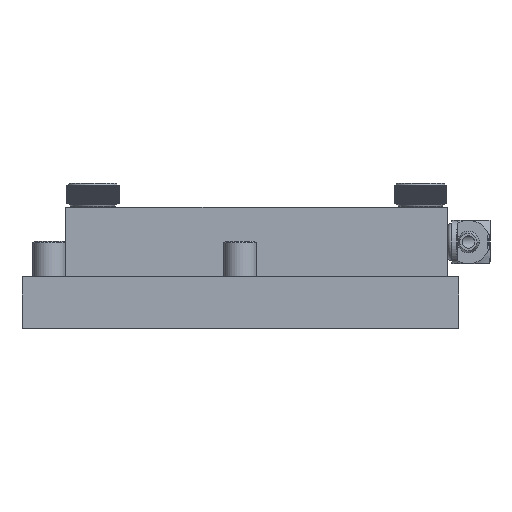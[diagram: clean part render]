
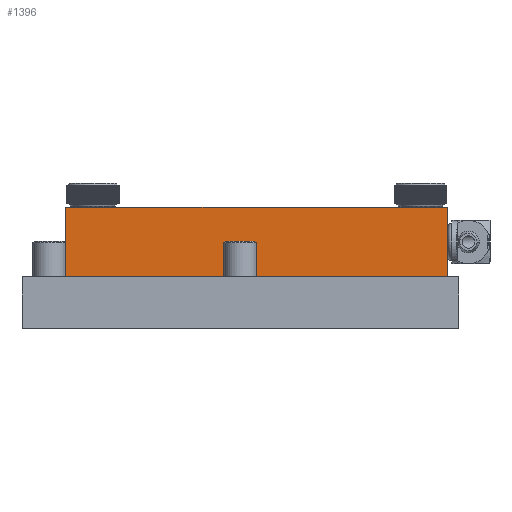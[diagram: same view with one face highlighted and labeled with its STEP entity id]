
A CAD part, left-side view. The second image highlights one B-rep face of the part: STEP entity #1396.
In plain terms, the highlighted planar face has unit normal (-1, 0, 0).
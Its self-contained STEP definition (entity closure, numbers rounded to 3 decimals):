
#830=FACE_OUTER_BOUND('',#4359,.T.);
#1396=ADVANCED_FACE('',(#830),#2021,.F.);
#2021=PLANE('',#11850);
#2283=LINE('',#16254,#3238);
#2303=LINE('',#16327,#3258);
#2304=LINE('',#16330,#3259);
#2305=LINE('',#16331,#3260);
#3238=VECTOR('',#12992,1.);
#3258=VECTOR('',#13046,1.);
#3259=VECTOR('',#13047,1.);
#3260=VECTOR('',#13048,1.);
#4359=EDGE_LOOP('',(#5108,#5109,#5110,#5111));
#5108=ORIENTED_EDGE('',*,*,#9649,.T.);
#5109=ORIENTED_EDGE('',*,*,#9650,.F.);
#5110=ORIENTED_EDGE('',*,*,#9613,.F.);
#5111=ORIENTED_EDGE('',*,*,#9651,.T.);
#8470=VERTEX_POINT('',#16255);
#8471=VERTEX_POINT('',#16256);
#8506=VERTEX_POINT('',#16328);
#8507=VERTEX_POINT('',#16329);
#9613=EDGE_CURVE('',#8470,#8471,#2283,.T.);
#9649=EDGE_CURVE('',#8506,#8507,#2303,.T.);
#9650=EDGE_CURVE('',#8471,#8507,#2304,.T.);
#9651=EDGE_CURVE('',#8470,#8506,#2305,.T.);
#11850=AXIS2_PLACEMENT_3D('',#16332,#13049,#13050);
#12992=DIRECTION('',(0.,-1.,0.));
#13046=DIRECTION('',(0.,-1.,0.));
#13047=DIRECTION('',(0.,0.,-1.));
#13048=DIRECTION('',(0.,0.,-1.));
#13049=DIRECTION('',(1.,0.,0.));
#13050=DIRECTION('',(0.,1.,0.));
#16254=CARTESIAN_POINT('',(0.,70.,12.7));
#16255=CARTESIAN_POINT('',(0.,70.,12.7));
#16256=CARTESIAN_POINT('',(0.,0.,12.7));
#16327=CARTESIAN_POINT('',(0.,70.,0.));
#16328=CARTESIAN_POINT('',(0.,70.,0.));
#16329=CARTESIAN_POINT('',(0.,0.,0.));
#16330=CARTESIAN_POINT('',(0.,0.,12.7));
#16331=CARTESIAN_POINT('',(0.,70.,12.7));
#16332=CARTESIAN_POINT('',(0.,70.,12.7));
